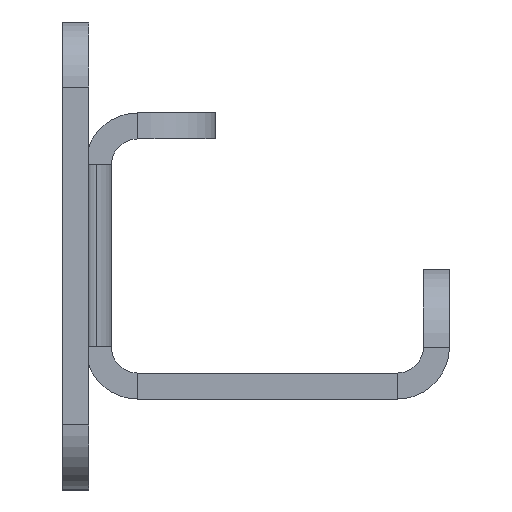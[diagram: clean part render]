
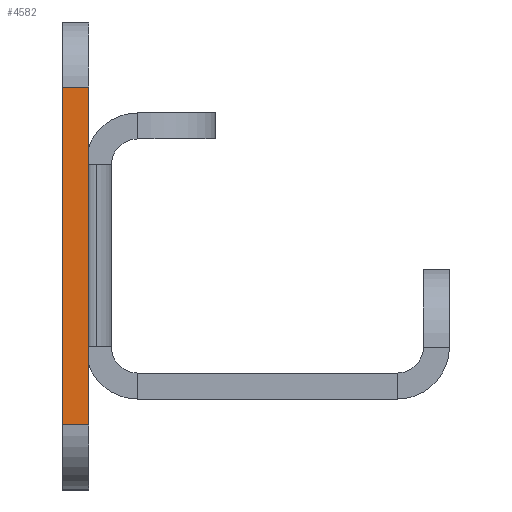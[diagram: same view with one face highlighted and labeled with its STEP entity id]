
A CAD part, left-side view. The second image highlights one B-rep face of the part: STEP entity #4582.
In plain terms, the highlighted planar face has unit normal (-1, 0, 0).
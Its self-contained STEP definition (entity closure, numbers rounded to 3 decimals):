
#385 = DIRECTION ( 'NONE',  ( 0., 0., 1. ) ) ;
#405 = FACE_OUTER_BOUND ( 'NONE', #588, .T. ) ;
#420 = CARTESIAN_POINT ( 'NONE',  ( -178.5, -49.079, 13. ) ) ;
#434 = DIRECTION ( 'NONE',  ( 0., -1., 0. ) ) ;
#442 = DIRECTION ( 'NONE',  ( 0., 1., 0. ) ) ;
#562 = AXIS2_PLACEMENT_3D ( 'NONE', #2517, #1397, #2818 ) ;
#584 = ORIENTED_EDGE ( 'NONE', *, *, #3871, .T. ) ;
#588 = EDGE_LOOP ( 'NONE', ( #2572, #584, #3700, #4092 ) ) ;
#660 = VERTEX_POINT ( 'NONE', #4045 ) ;
#782 = LINE ( 'NONE', #3614, #2401 ) ;
#811 = EDGE_CURVE ( 'NONE', #2630, #660, #954, .T. ) ;
#954 = LINE ( 'NONE', #2365, #2382 ) ;
#1124 = CARTESIAN_POINT ( 'NONE',  ( -178.5, 1.757, -18. ) ) ;
#1397 = DIRECTION ( 'NONE',  ( -1., 0., 0. ) ) ;
#1653 = CARTESIAN_POINT ( 'NONE',  ( -178.5, -0.243, 13. ) ) ;
#1837 = LINE ( 'NONE', #420, #2943 ) ;
#1953 = VERTEX_POINT ( 'NONE', #4209 ) ;
#2365 = CARTESIAN_POINT ( 'NONE',  ( -178.5, -0.243, -18. ) ) ;
#2382 = VECTOR ( 'NONE', #3084, 1000. ) ;
#2396 = EDGE_CURVE ( 'NONE', #2897, #660, #782, .T. ) ;
#2401 = VECTOR ( 'NONE', #434, 1000. ) ;
#2517 = CARTESIAN_POINT ( 'NONE',  ( -178.5, -49.079, -18. ) ) ;
#2572 = ORIENTED_EDGE ( 'NONE', *, *, #811, .F. ) ;
#2630 = VERTEX_POINT ( 'NONE', #1653 ) ;
#2764 = CARTESIAN_POINT ( 'NONE',  ( -178.5, 1.757, -13. ) ) ;
#2798 = EDGE_CURVE ( 'NONE', #2897, #1953, #3565, .T. ) ;
#2818 = DIRECTION ( 'NONE',  ( 0., 0., 1. ) ) ;
#2897 = VERTEX_POINT ( 'NONE', #2764 ) ;
#2943 = VECTOR ( 'NONE', #442, 1000. ) ;
#3084 = DIRECTION ( 'NONE',  ( 0., 0., -1. ) ) ;
#3565 = LINE ( 'NONE', #1124, #3675 ) ;
#3614 = CARTESIAN_POINT ( 'NONE',  ( -178.5, -49.079, -13. ) ) ;
#3675 = VECTOR ( 'NONE', #385, 1000. ) ;
#3700 = ORIENTED_EDGE ( 'NONE', *, *, #2798, .F. ) ;
#3871 = EDGE_CURVE ( 'NONE', #2630, #1953, #1837, .T. ) ;
#3915 = PLANE ( 'NONE',  #562 ) ;
#4045 = CARTESIAN_POINT ( 'NONE',  ( -178.5, -0.243, -13. ) ) ;
#4092 = ORIENTED_EDGE ( 'NONE', *, *, #2396, .T. ) ;
#4209 = CARTESIAN_POINT ( 'NONE',  ( -178.5, 1.757, 13. ) ) ;
#4582 = ADVANCED_FACE ( 'NONE', ( #405 ), #3915, .T. ) ;
